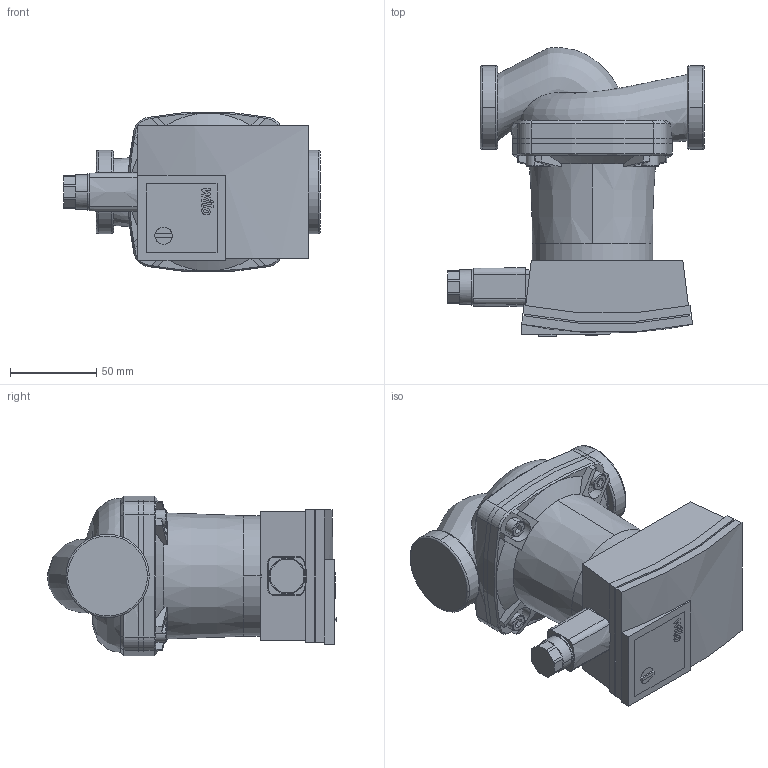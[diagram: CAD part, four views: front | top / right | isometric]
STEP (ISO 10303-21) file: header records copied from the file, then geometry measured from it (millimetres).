
FILE_DESCRIPTION((''),'2;1');
FILE_NAME('3d_Yonos-PICO-25_1-8-130-(ROW)-4179660.stp','2016-04-29T07:45:51',(''),(''),'Mechanical Desktop 2009','Mechanical Desktop 2009',', , ');
FILE_SCHEMA(('CONFIG_CONTROL_DESIGN'));
Length unit declared in the file: millimetre
Products named in the file (1): Product
Bounding box: 149 x 167.5 x 92.7 mm (x, y, z)
Volume: 947632.1 mm3; surface area: 127047.2 mm2
Topology: 11 solids, 11 shells, 321 faces, 869 edges, 583 vertices
Faces by surface type: plane 149, bspline 62, cylinder 61, cone 33, torus 16
Entity records: 14801 total; most frequent: CARTESIAN_POINT 6797, ORIENTED_EDGE 1738, DIRECTION 1529, EDGE_CURVE 869, VERTEX_POINT 583, AXIS2_PLACEMENT_3D 519, VECTOR 491, LINE 491
